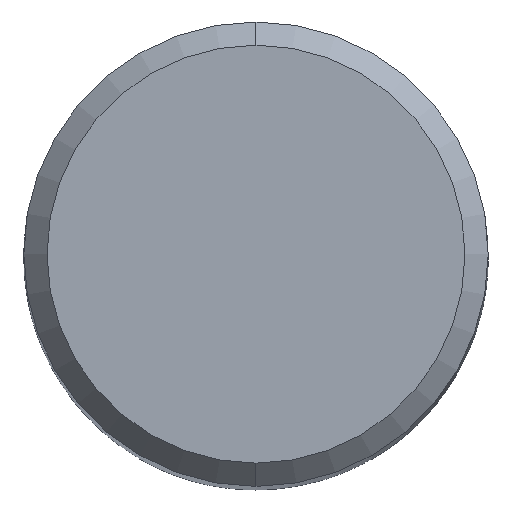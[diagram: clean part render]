
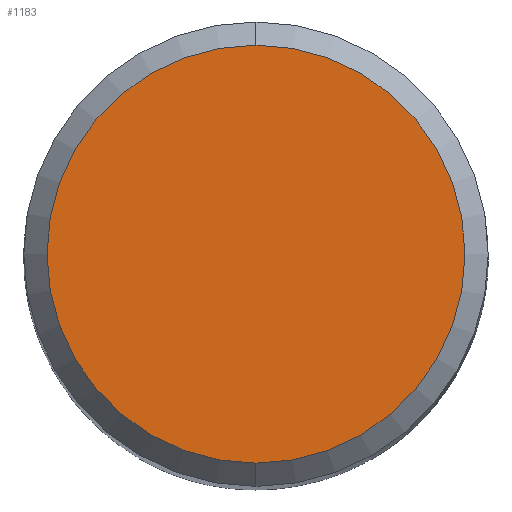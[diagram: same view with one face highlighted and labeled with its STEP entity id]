
A CAD part, top view. The second image highlights one B-rep face of the part: STEP entity #1183.
In plain terms, the highlighted planar face has unit normal (0, 0, 1).
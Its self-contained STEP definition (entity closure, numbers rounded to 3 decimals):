
#481=VERTEX_POINT('',#1377);
#891=VERTEX_POINT('',#1829);
#1129=EDGE_CURVE('',#481,#891,#2090,.T.);
#1183=ADVANCED_FACE('',(#2147),#2148,.T.);
#1291=EDGE_CURVE('',#891,#481,#2262,.T.);
#1377=CARTESIAN_POINT('',(0.,-7.2,0.0));
#1829=CARTESIAN_POINT('',(0.0,7.2,0.0));
#2090=CIRCLE('',#4407,7.2);
#2147=FACE_OUTER_BOUND('',#4596,.T.);
#2148=PLANE('',#4597);
#2262=CIRCLE('',#4908,7.2);
#4407=AXIS2_PLACEMENT_3D('',#5812,#5813,#5814);
#4596=EDGE_LOOP('',(#5849,#5850));
#4597=AXIS2_PLACEMENT_3D('',#5851,#5852,#5853);
#4908=AXIS2_PLACEMENT_3D('',#5944,#5945,#5946);
#5812=CARTESIAN_POINT('',(0.0,0.0,0.0));
#5813=DIRECTION('',(0.0,0.0,-1.0));
#5814=DIRECTION('',(0.0,1.0,0.0));
#5849=ORIENTED_EDGE('',*,*,#1291,.F.);
#5850=ORIENTED_EDGE('',*,*,#1129,.F.);
#5851=CARTESIAN_POINT('',(0.0,3.6,0.0));
#5852=DIRECTION('',(-0.0,0.0,1.0));
#5853=DIRECTION('',(0.0,-1.0,0.0));
#5944=CARTESIAN_POINT('',(0.0,0.0,0.0));
#5945=DIRECTION('',(0.0,0.0,-1.0));
#5946=DIRECTION('',(0.0,1.0,0.0));
